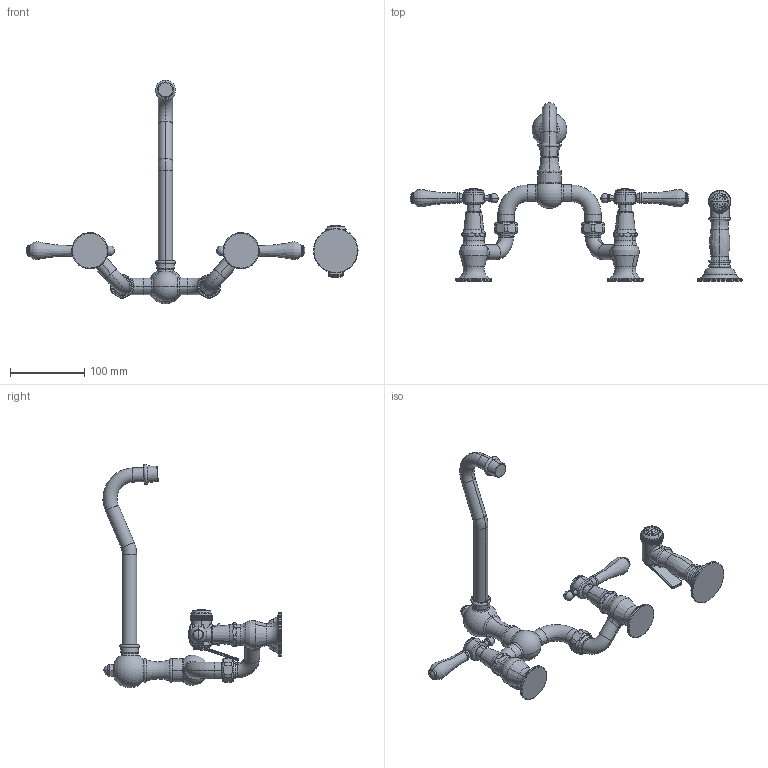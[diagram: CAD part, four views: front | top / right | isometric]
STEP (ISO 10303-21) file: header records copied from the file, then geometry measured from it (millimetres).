
FILE_DESCRIPTION((''),'2;1');
FILE_NAME('9453-1','2021-02-26T11:58:10',('rsmith'),(''),'CREO PARAMETRIC BY PTC INC, 2018400','CREO PARAMETRIC BY PTC INC, 2018400','');
FILE_SCHEMA(('AUTOMOTIVE_DESIGN { 1 0 10303 214 1 1 1 1 }'));
Length unit declared in the file: inch
Products named in the file (1): 9453-1
Bounding box: 445.71 x 239.09 x 299.96 mm (x, y, z)
Volume: 628722.5 mm3; surface area: 122329.4 mm2
Topology: 5 solids, 6 shells, 1051 faces, 2759 edges, 1743 vertices
Faces by surface type: plane 416, cylinder 309, torus 117, bspline 97, cone 68, sphere 32, extrusion 8, revolution 4
Entity records: 63561 total; most frequent: CARTESIAN_POINT 20376, ORIENTED_EDGE 5490, DIRECTION 5183, PRESENTATION_STYLE_ASSIGNMENT 3714, STYLED_ITEM 2762, CURVE_STYLE 2749, EDGE_CURVE 2745, AXIS2_PLACEMENT_3D 2056
